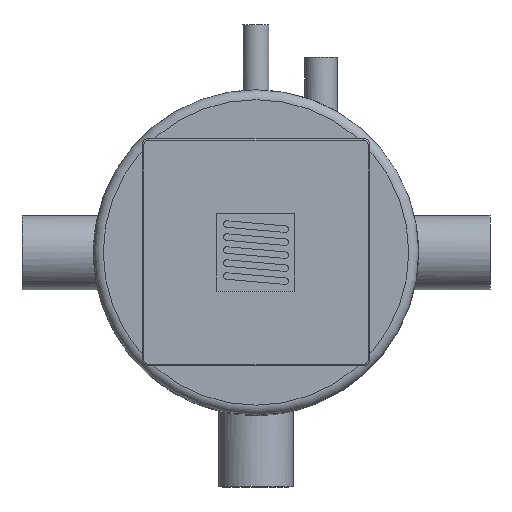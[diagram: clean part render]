
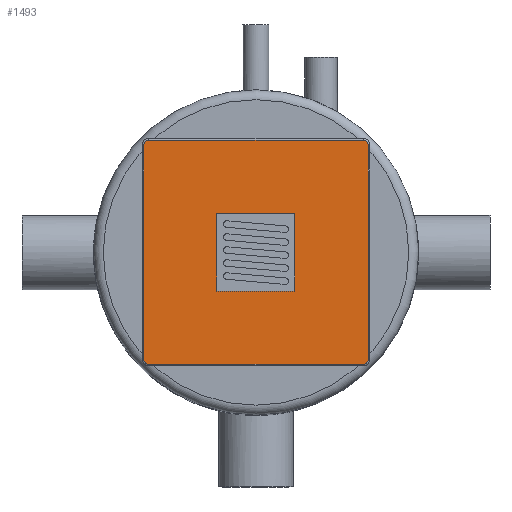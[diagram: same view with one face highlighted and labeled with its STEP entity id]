
A CAD part, top view. The second image highlights one B-rep face of the part: STEP entity #1493.
In plain terms, the highlighted planar face has unit normal (0, 0, 1).
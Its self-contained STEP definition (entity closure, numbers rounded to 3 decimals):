
#26=FACE_BOUND('',#461,.T.);
#79=LINE('',#2331,#195);
#80=LINE('',#2344,#196);
#82=LINE('',#2350,#198);
#84=LINE('',#2365,#200);
#86=LINE('',#2371,#202);
#87=LINE('',#2373,#203);
#88=LINE('',#2375,#204);
#89=LINE('',#2376,#205);
#195=VECTOR('',#1849,10.);
#196=VECTOR('',#1868,10.);
#198=VECTOR('',#1874,10.);
#200=VECTOR('',#1894,10.);
#202=VECTOR('',#1900,10.);
#203=VECTOR('',#1901,10.);
#204=VECTOR('',#1902,10.);
#205=VECTOR('',#1903,10.);
#360=FACE_OUTER_BOUND('',#460,.T.);
#460=EDGE_LOOP('',(#1097,#1098,#1099,#1100,#1101,#1102,#1103,#1104));
#461=EDGE_LOOP('',(#1105,#1106,#1107,#1108));
#584=CIRCLE('',#1611,7.5);
#586=CIRCLE('',#1614,7.5);
#590=CIRCLE('',#1621,7.5);
#594=CIRCLE('',#1626,7.5);
#673=VERTEX_POINT('',#2328);
#674=VERTEX_POINT('',#2330);
#675=VERTEX_POINT('',#2334);
#676=VERTEX_POINT('',#2338);
#677=VERTEX_POINT('',#2342);
#678=VERTEX_POINT('',#2346);
#681=VERTEX_POINT('',#2353);
#682=VERTEX_POINT('',#2358);
#684=VERTEX_POINT('',#2369);
#685=VERTEX_POINT('',#2370);
#686=VERTEX_POINT('',#2372);
#687=VERTEX_POINT('',#2374);
#828=EDGE_CURVE('',#673,#674,#79,.T.);
#831=EDGE_CURVE('',#675,#673,#584,.T.);
#833=EDGE_CURVE('',#674,#676,#586,.T.);
#835=EDGE_CURVE('',#677,#675,#80,.T.);
#838=EDGE_CURVE('',#676,#678,#82,.T.);
#840=EDGE_CURVE('',#681,#677,#590,.T.);
#844=EDGE_CURVE('',#678,#682,#594,.T.);
#846=EDGE_CURVE('',#682,#681,#84,.T.);
#848=EDGE_CURVE('',#684,#685,#86,.T.);
#849=EDGE_CURVE('',#685,#686,#87,.T.);
#850=EDGE_CURVE('',#686,#687,#88,.T.);
#851=EDGE_CURVE('',#687,#684,#89,.T.);
#1097=ORIENTED_EDGE('',*,*,#828,.F.);
#1098=ORIENTED_EDGE('',*,*,#831,.F.);
#1099=ORIENTED_EDGE('',*,*,#835,.F.);
#1100=ORIENTED_EDGE('',*,*,#840,.F.);
#1101=ORIENTED_EDGE('',*,*,#846,.F.);
#1102=ORIENTED_EDGE('',*,*,#844,.F.);
#1103=ORIENTED_EDGE('',*,*,#838,.F.);
#1104=ORIENTED_EDGE('',*,*,#833,.F.);
#1105=ORIENTED_EDGE('',*,*,#848,.T.);
#1106=ORIENTED_EDGE('',*,*,#849,.T.);
#1107=ORIENTED_EDGE('',*,*,#850,.T.);
#1108=ORIENTED_EDGE('',*,*,#851,.T.);
#1429=PLANE('',#1629);
#1493=ADVANCED_FACE('',(#360,#26),#1429,.T.);
#1611=AXIS2_PLACEMENT_3D('',#2336,#1856,#1857);
#1614=AXIS2_PLACEMENT_3D('',#2340,#1862,#1863);
#1621=AXIS2_PLACEMENT_3D('',#2355,#1879,#1880);
#1626=AXIS2_PLACEMENT_3D('',#2362,#1889,#1890);
#1629=AXIS2_PLACEMENT_3D('',#2368,#1898,#1899);
#1849=DIRECTION('',(1.,0.,0.));
#1856=DIRECTION('center_axis',(0.,0.,-1.));
#1857=DIRECTION('ref_axis',(-0.707,0.707,0.));
#1862=DIRECTION('center_axis',(0.,0.,-1.));
#1863=DIRECTION('ref_axis',(0.707,0.707,0.));
#1868=DIRECTION('',(0.,1.,0.));
#1874=DIRECTION('',(0.,-1.,0.));
#1879=DIRECTION('center_axis',(0.,0.,-1.));
#1880=DIRECTION('ref_axis',(-0.707,-0.707,0.));
#1889=DIRECTION('center_axis',(0.,0.,-1.));
#1890=DIRECTION('ref_axis',(0.707,-0.707,0.));
#1894=DIRECTION('',(-1.,0.,0.));
#1898=DIRECTION('center_axis',(0.,0.,1.));
#1899=DIRECTION('ref_axis',(0.,-1.,0.));
#1900=DIRECTION('',(0.,1.,0.));
#1901=DIRECTION('',(1.,0.,0.));
#1902=DIRECTION('',(0.,-1.,0.));
#1903=DIRECTION('',(-1.,0.,0.));
#2328=CARTESIAN_POINT('',(-165.,172.5,760.));
#2330=CARTESIAN_POINT('',(165.,172.5,760.));
#2331=CARTESIAN_POINT('',(123.625,172.5,760.));
#2334=CARTESIAN_POINT('',(-172.5,165.,760.));
#2336=CARTESIAN_POINT('Origin',(-165.,165.,760.));
#2338=CARTESIAN_POINT('',(172.5,165.,760.));
#2340=CARTESIAN_POINT('Origin',(165.,165.,760.));
#2342=CARTESIAN_POINT('',(-172.5,-165.,760.));
#2344=CARTESIAN_POINT('',(-172.5,87.5,760.));
#2346=CARTESIAN_POINT('',(172.5,-165.,760.));
#2350=CARTESIAN_POINT('',(172.5,-87.5,760.));
#2353=CARTESIAN_POINT('',(-165.,-172.5,760.));
#2355=CARTESIAN_POINT('Origin',(-165.,-165.,760.));
#2358=CARTESIAN_POINT('',(165.,-172.5,760.));
#2362=CARTESIAN_POINT('Origin',(165.,-165.,760.));
#2365=CARTESIAN_POINT('',(-51.375,-172.5,760.));
#2368=CARTESIAN_POINT('Origin',(72.25,0.,760.));
#2369=CARTESIAN_POINT('',(-60.,-60.,760.));
#2370=CARTESIAN_POINT('',(-60.,60.,760.));
#2371=CARTESIAN_POINT('',(-60.,30.,760.));
#2372=CARTESIAN_POINT('',(60.,60.,760.));
#2373=CARTESIAN_POINT('',(66.125,60.,760.));
#2374=CARTESIAN_POINT('',(60.,-60.,760.));
#2375=CARTESIAN_POINT('',(60.,-30.,760.));
#2376=CARTESIAN_POINT('',(6.125,-60.,760.));
